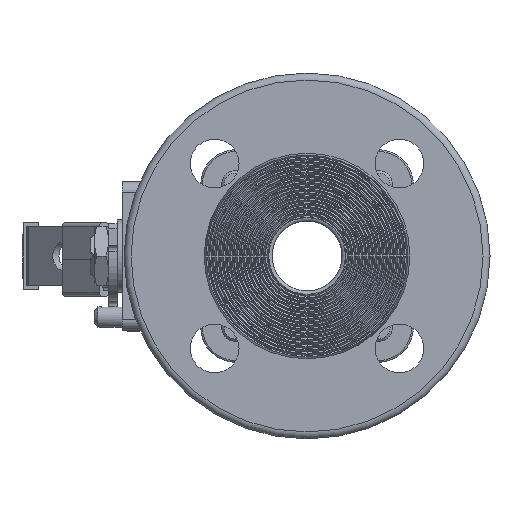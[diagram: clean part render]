
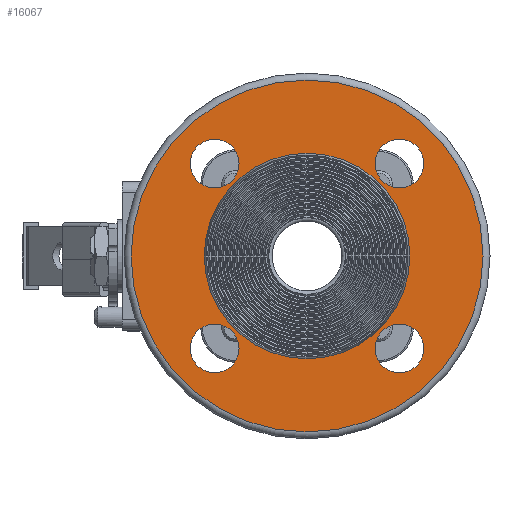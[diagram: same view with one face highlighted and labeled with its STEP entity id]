
A CAD part, left-side view. The second image highlights one B-rep face of the part: STEP entity #16067.
In plain terms, the highlighted planar face has unit normal (-1, 0, 0).
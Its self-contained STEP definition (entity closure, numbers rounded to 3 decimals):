
#714=PLANE('',#17817);
#6460=ORIENTED_EDGE('',*,*,#9477,.T.);
#6461=ORIENTED_EDGE('',*,*,#9454,.F.);
#6462=ORIENTED_EDGE('',*,*,#9456,.F.);
#6463=ORIENTED_EDGE('',*,*,#9458,.F.);
#6464=ORIENTED_EDGE('',*,*,#9460,.F.);
#6465=ORIENTED_EDGE('',*,*,#9514,.F.);
#9454=EDGE_CURVE('',#11410,#11410,#12482,.T.);
#9456=EDGE_CURVE('',#11412,#11412,#12484,.T.);
#9458=EDGE_CURVE('',#11414,#11414,#12486,.T.);
#9460=EDGE_CURVE('',#11416,#11416,#12488,.T.);
#9477=EDGE_CURVE('',#11431,#11431,#12497,.T.);
#9514=EDGE_CURVE('',#11466,#11466,#12511,.T.);
#11410=VERTEX_POINT('',#31585);
#11412=VERTEX_POINT('',#31590);
#11414=VERTEX_POINT('',#31595);
#11416=VERTEX_POINT('',#31600);
#11431=VERTEX_POINT('',#31710);
#11466=VERTEX_POINT('',#31877);
#12482=CIRCLE('',#17636,7.);
#12484=CIRCLE('',#17639,7.);
#12486=CIRCLE('',#17642,7.);
#12488=CIRCLE('',#17645,7.);
#12497=CIRCLE('',#17660,50.5);
#12511=CIRCLE('',#17680,29.5);
#13578=EDGE_LOOP('',(#6460));
#13579=EDGE_LOOP('',(#6461));
#13580=EDGE_LOOP('',(#6462));
#13581=EDGE_LOOP('',(#6463));
#13582=EDGE_LOOP('',(#6464));
#13583=EDGE_LOOP('',(#6465));
#14901=FACE_BOUND('',#13578,.T.);
#14902=FACE_BOUND('',#13579,.T.);
#14903=FACE_BOUND('',#13580,.T.);
#14904=FACE_BOUND('',#13581,.T.);
#14905=FACE_BOUND('',#13582,.T.);
#14906=FACE_BOUND('',#13583,.T.);
#16067=ADVANCED_FACE('',(#14901,#14902,#14903,#14904,#14905,#14906),#714,
 .F.);
#17636=AXIS2_PLACEMENT_3D('',#31584,#20707,#20708);
#17639=AXIS2_PLACEMENT_3D('',#31589,#20713,#20714);
#17642=AXIS2_PLACEMENT_3D('',#31594,#20719,#20720);
#17645=AXIS2_PLACEMENT_3D('',#31599,#20725,#20726);
#17660=AXIS2_PLACEMENT_3D('',#31709,#20757,#20758);
#17680=AXIS2_PLACEMENT_3D('',#31876,#20802,#20803);
#17817=AXIS2_PLACEMENT_3D('',#33377,#21233,#21234);
#20707=DIRECTION('',(-1.,0.,0.));
#20708=DIRECTION('',(0.,0.,1.));
#20713=DIRECTION('',(-1.,0.,0.));
#20714=DIRECTION('',(0.,0.,1.));
#20719=DIRECTION('',(-1.,0.,0.));
#20720=DIRECTION('',(0.,0.,1.));
#20725=DIRECTION('',(-1.,0.,0.));
#20726=DIRECTION('',(0.,0.,1.));
#20757=DIRECTION('',(-1.,0.,0.));
#20758=DIRECTION('',(0.,0.,1.));
#20802=DIRECTION('',(-1.,0.,0.));
#20803=DIRECTION('',(0.,0.,1.));
#21233=DIRECTION('',(1.,0.,0.));
#21234=DIRECTION('',(0.,1.,0.));
#31584=CARTESIAN_POINT('',(2.8,26.517,-26.517));
#31585=CARTESIAN_POINT('',(2.8,26.517,-19.517));
#31589=CARTESIAN_POINT('',(2.8,-26.517,-26.517));
#31590=CARTESIAN_POINT('',(2.8,-26.517,-19.517));
#31594=CARTESIAN_POINT('',(2.8,-26.517,26.517));
#31595=CARTESIAN_POINT('',(2.8,-26.517,33.517));
#31599=CARTESIAN_POINT('',(2.8,26.517,26.517));
#31600=CARTESIAN_POINT('',(2.8,26.517,33.517));
#31709=CARTESIAN_POINT('',(2.8,0.,0.));
#31710=CARTESIAN_POINT('',(2.8,0.,50.5));
#31876=CARTESIAN_POINT('',(2.8,0.,0.));
#31877=CARTESIAN_POINT('',(2.8,0.,29.5));
#33377=CARTESIAN_POINT('',(2.8,29.5,0.));
